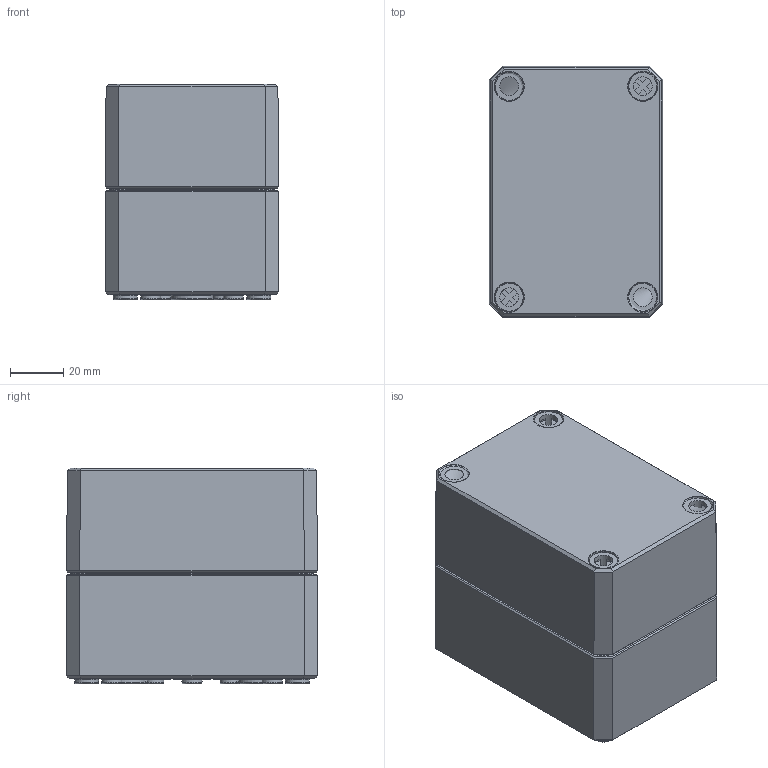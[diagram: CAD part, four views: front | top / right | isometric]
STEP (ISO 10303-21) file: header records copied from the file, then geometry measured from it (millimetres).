
FILE_DESCRIPTION(/* description */ (''),/* implementation_level */ '2;1');
FILE_NAME(/* name */ '0903109780 MBI 090708 OK.stp',/* time_stamp */ '2020-12-16T09:00:01+01:00',/* author */ ('alexander.rose'),/* organization */ (''),/* preprocessor_version */ 'ST-DEVELOPER v17.2',/* originating_system */ 'Autodesk Inventor 2019',/* authorisation */ '');
FILE_SCHEMA (('AUTOMOTIVE_DESIGN { 1 0 10303 214 3 1 1 }'));
Products named in the file (5): 0903109780 MBI 090708 H OK; 0901109762-UT 090742 - O; 0903109781-OT_090739 Klar; Schraube _ M10 x 58 _ MBTK -; Dichtung_0907xx
Assembly tree (7 placements, depth 2):
  0903109780 MBI 090708 H OK
    0901109762-UT 090742 - O
    0903109781-OT_090739 Klar
    Schraube _ M10 x 58 _ MBTK -  x4
    Dichtung_0907xx
Bounding box: 65 x 94 x 80.8 mm (x, y, z)
Volume: 135498.4 mm3; surface area: 93914.1 mm2
Topology: 7 solids, 7 shells, 2100 faces, 5137 edges, 3190 vertices
Faces by surface type: plane 924, bspline 396, cylinder 338, torus 260, cone 158, sphere 24
Full cylindrical faces by diameter (mm): 4.5 x4, 5 x4, 5.8 x8, 6 x2, 7 x4, 8.376 x4, 10.5 x4
Entity records: 58235 total; most frequent: CARTESIAN_POINT 17280, ORIENTED_EDGE 8768, DIRECTION 7898, EDGE_CURVE 4384, AXIS2_PLACEMENT_3D 2836, VERTEX_POINT 2701, LINE 2226, VECTOR 2226
